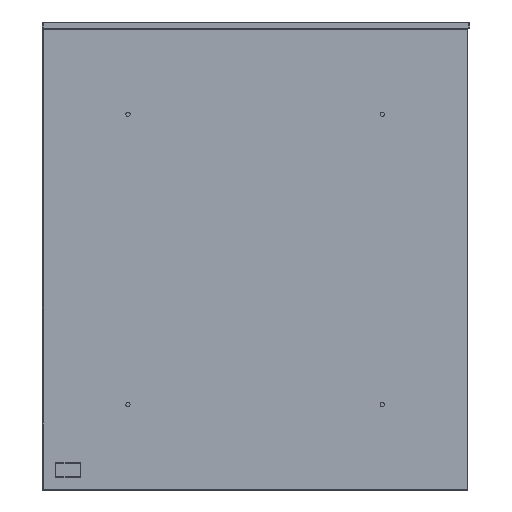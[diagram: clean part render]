
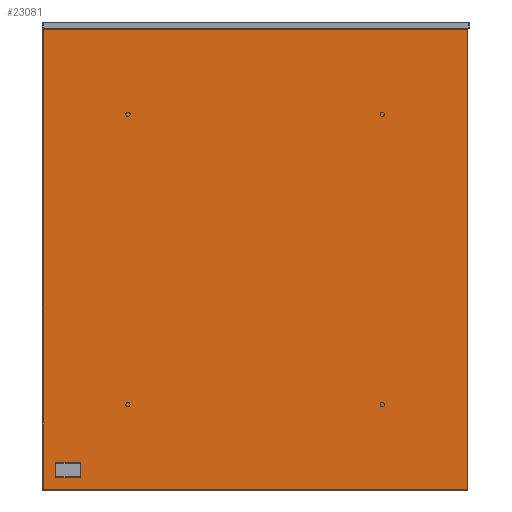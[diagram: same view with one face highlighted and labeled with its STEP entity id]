
A CAD part, left-side view. The second image highlights one B-rep face of the part: STEP entity #23081.
In plain terms, the highlighted planar face has unit normal (-1, 0, 0).
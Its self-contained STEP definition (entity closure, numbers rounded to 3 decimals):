
#22720=CARTESIAN_POINT('',(-3723.565,5493.44,-59.131));
#22721=VERTEX_POINT('',#22720);
#22722=CARTESIAN_POINT('',(-3723.565,5493.44,-596.869));
#22723=VERTEX_POINT('',#22722);
#22724=CARTESIAN_POINT('',(-3723.565,5493.44,-59.131));
#22725=DIRECTION('',(0.0,0.0,-1.0));
#22726=VECTOR('',#22725,537.737);
#22727=LINE('',#22724,#22726);
#22728=EDGE_CURVE('',#22721,#22723,#22727,.T.);
#22760=CARTESIAN_POINT('',(-3723.565,5493.771,-597.2));
#22761=VERTEX_POINT('',#22760);
#22762=CARTESIAN_POINT('',(-3723.565,5493.44,-596.869));
#22763=DIRECTION('',(0.0,0.707,-0.707));
#22764=VECTOR('',#22763,0.469);
#22765=LINE('',#22762,#22764);
#22766=EDGE_CURVE('',#22723,#22761,#22765,.T.);
#22791=CARTESIAN_POINT('',(-3723.565,5989.508,-597.2));
#22792=VERTEX_POINT('',#22791);
#22793=CARTESIAN_POINT('',(-3723.565,5493.771,-597.2));
#22794=DIRECTION('',(0.0,1.0,0.0));
#22795=VECTOR('',#22794,495.737);
#22796=LINE('',#22793,#22795);
#22797=EDGE_CURVE('',#22761,#22792,#22796,.T.);
#22831=CARTESIAN_POINT('',(-3723.565,5989.84,-596.869));
#22832=VERTEX_POINT('',#22831);
#22833=CARTESIAN_POINT('',(-3723.565,5989.508,-597.2));
#22834=DIRECTION('',(0.0,0.707,0.707));
#22835=VECTOR('',#22834,0.469);
#22836=LINE('',#22833,#22835);
#22837=EDGE_CURVE('',#22792,#22832,#22836,.T.);
#22862=CARTESIAN_POINT('',(-3723.565,5989.84,-59.131));
#22863=VERTEX_POINT('',#22862);
#22864=CARTESIAN_POINT('',(-3723.565,5989.84,-596.869));
#22865=DIRECTION('',(0.0,0.0,1.0));
#22866=VECTOR('',#22865,537.737);
#22867=LINE('',#22864,#22866);
#22868=EDGE_CURVE('',#22832,#22863,#22867,.T.);
#22893=CARTESIAN_POINT('',(-3723.565,5989.508,-58.8));
#22894=VERTEX_POINT('',#22893);
#22895=CARTESIAN_POINT('',(-3723.565,5989.84,-59.131));
#22896=DIRECTION('',(0.0,-0.707,0.707));
#22897=VECTOR('',#22896,0.469);
#22898=LINE('',#22895,#22897);
#22899=EDGE_CURVE('',#22863,#22894,#22898,.T.);
#22924=CARTESIAN_POINT('',(-3723.565,5493.771,-58.8));
#22925=VERTEX_POINT('',#22924);
#22926=CARTESIAN_POINT('',(-3723.565,5989.508,-58.8));
#22927=DIRECTION('',(0.0,-1.0,0.0));
#22928=VECTOR('',#22927,495.737);
#22929=LINE('',#22926,#22928);
#22930=EDGE_CURVE('',#22894,#22925,#22929,.T.);
#22953=CARTESIAN_POINT('',(-3723.565,5493.771,-58.8));
#22954=DIRECTION('',(0.0,-0.707,-0.707));
#22955=VECTOR('',#22954,0.469);
#22956=LINE('',#22953,#22955);
#22957=EDGE_CURVE('',#22925,#22721,#22956,.T.);
#23066=CARTESIAN_POINT('',(-3723.565,5741.64,-597.201));
#23067=DIRECTION('',(-1.0,0.0,0.0));
#23068=DIRECTION('',(0.0,0.0,1.0));
#23069=AXIS2_PLACEMENT_3D('',#23066,#23067,#23068);
#23070=PLANE('',#23069);
#23071=ORIENTED_EDGE('',*,*,#22728,.F.);
#23072=ORIENTED_EDGE('',*,*,#22957,.F.);
#23073=ORIENTED_EDGE('',*,*,#22930,.F.);
#23074=ORIENTED_EDGE('',*,*,#22899,.F.);
#23075=ORIENTED_EDGE('',*,*,#22868,.F.);
#23076=ORIENTED_EDGE('',*,*,#22837,.F.);
#23077=ORIENTED_EDGE('',*,*,#22797,.F.);
#23078=ORIENTED_EDGE('',*,*,#22766,.F.);
#23079=EDGE_LOOP('',(#23071,#23072,#23073,#23074,#23075,#23076,#23077,#23078));
#23080=FACE_OUTER_BOUND('',#23079,.T.);
#23081=ADVANCED_FACE('',(#23080),#23070,.T.);
